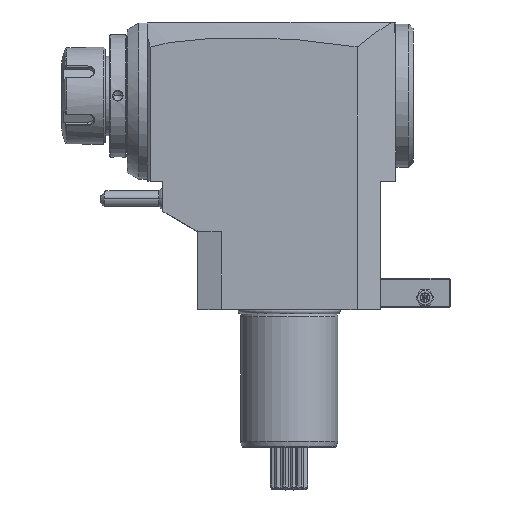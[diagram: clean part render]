
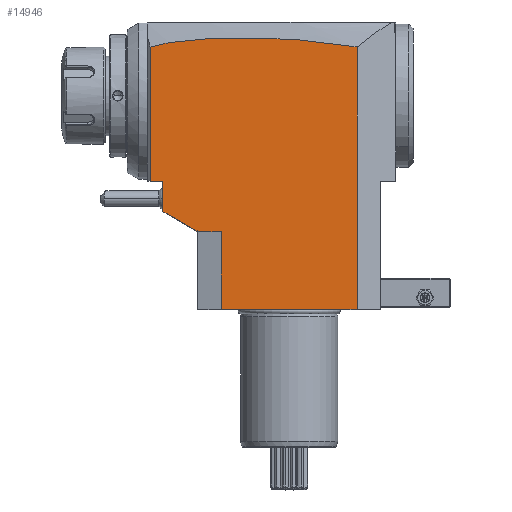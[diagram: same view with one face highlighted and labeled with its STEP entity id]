
A CAD part, top view. The second image highlights one B-rep face of the part: STEP entity #14946.
In plain terms, the highlighted planar face has unit normal (0, 0, 1).
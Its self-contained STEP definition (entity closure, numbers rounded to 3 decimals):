
#3303=DIRECTION('',(-1.,0.,0.));
#3304=VECTOR('',#3303,70.);
#3305=CARTESIAN_POINT('',(35.,0.,44.));
#3306=LINE('',#3305,#3304);
#3385=DIRECTION('',(1.,0.,0.));
#3386=VECTOR('',#3385,6.5);
#3387=CARTESIAN_POINT('',(-71.5,66.,44.));
#3388=LINE('',#3387,#3386);
#3393=DIRECTION('',(0.866,-0.5,0.));
#3394=VECTOR('',#3393,1.155);
#3395=CARTESIAN_POINT('',(-47.,40.577,44.));
#3396=LINE('',#3395,#3394);
#3397=DIRECTION('',(0.,1.,0.));
#3398=VECTOR('',#3397,0.577);
#3399=CARTESIAN_POINT('',(-47.,40.,44.));
#3400=LINE('',#3399,#3398);
#3401=DIRECTION('',(0.866,-0.5,0.));
#3402=VECTOR('',#3401,20.785);
#3403=CARTESIAN_POINT('',(-65.,50.392,44.));
#3404=LINE('',#3403,#3402);
#3405=DIRECTION('',(0.,-1.,0.));
#3406=VECTOR('',#3405,15.608);
#3407=CARTESIAN_POINT('',(-65.,66.,44.));
#3408=LINE('',#3407,#3406);
#3409=DIRECTION('',(0.,-1.,0.));
#3410=VECTOR('',#3409,69.054);
#3411=CARTESIAN_POINT('',(-71.5,135.054,44.));
#3412=LINE('',#3411,#3410);
#3413=CARTESIAN_POINT('',(35.,135.17,44.));
#3414=CARTESIAN_POINT('',(33.865,135.39,44.));
#3415=CARTESIAN_POINT('',(31.556,135.811,44.));
#3416=CARTESIAN_POINT('',(27.972,136.396,44.));
#3417=CARTESIAN_POINT('',(24.274,136.936,44.));
#3418=CARTESIAN_POINT('',(20.465,137.432,44.));
#3419=CARTESIAN_POINT('',(16.55,137.887,44.));
#3420=CARTESIAN_POINT('',(12.428,138.31,44.));
#3421=CARTESIAN_POINT('',(8.003,138.706,44.));
#3422=CARTESIAN_POINT('',(3.149,139.076,44.));
#3423=CARTESIAN_POINT('',(-1.998,139.397,44.));
#3424=CARTESIAN_POINT('',(-7.215,139.65,44.));
#3425=CARTESIAN_POINT('',(-12.392,139.833,44.));
#3426=CARTESIAN_POINT('',(-17.554,139.947,44.));
#3427=CARTESIAN_POINT('',(-22.675,139.991,44.));
#3428=CARTESIAN_POINT('',(-27.683,139.966,44.));
#3429=CARTESIAN_POINT('',(-32.533,139.875,44.));
#3430=CARTESIAN_POINT('',(-37.223,139.719,44.));
#3431=CARTESIAN_POINT('',(-41.638,139.504,44.));
#3432=CARTESIAN_POINT('',(-45.603,139.25,44.));
#3433=CARTESIAN_POINT('',(-49.116,138.97,44.));
#3434=CARTESIAN_POINT('',(-52.182,138.679,44.));
#3435=CARTESIAN_POINT('',(-54.873,138.382,44.));
#3436=CARTESIAN_POINT('',(-57.27,138.08,44.));
#3437=CARTESIAN_POINT('',(-59.404,137.778,44.));
#3438=CARTESIAN_POINT('',(-61.287,137.48,44.));
#3439=CARTESIAN_POINT('',(-62.932,137.193,44.));
#3440=CARTESIAN_POINT('',(-64.39,136.914,44.));
#3441=CARTESIAN_POINT('',(-65.72,136.637,44.));
#3442=CARTESIAN_POINT('',(-66.979,136.352,44.));
#3443=CARTESIAN_POINT('',(-68.215,136.046,44.));
#3444=CARTESIAN_POINT('',(-69.398,135.724,44.));
#3445=CARTESIAN_POINT('',(-70.509,135.39,44.));
#3446=CARTESIAN_POINT('',(-71.18,135.166,44.));
#3447=CARTESIAN_POINT('',(-71.5,135.054,44.));
#3449=DIRECTION('',(0.,-1.,0.));
#3450=VECTOR('',#3449,135.17);
#3451=CARTESIAN_POINT('',(35.,135.17,44.));
#3452=LINE('',#3451,#3450);
#3493=DIRECTION('',(0.,-1.,0.));
#3494=VECTOR('',#3493,40.);
#3495=CARTESIAN_POINT('',(-35.,40.,44.));
#3496=LINE('',#3495,#3494);
#3509=DIRECTION('',(1.,0.,0.));
#3510=VECTOR('',#3509,11.);
#3511=CARTESIAN_POINT('',(-46.,40.,44.));
#3512=LINE('',#3511,#3510);
#11292=CARTESIAN_POINT('',(-71.5,66.,44.));
#11293=VERTEX_POINT('',#11292);
#11294=VERTEX_POINT('',#3413);
#11295=VERTEX_POINT('',#3447);
#11314=CARTESIAN_POINT('',(-46.,40.,44.));
#11315=CARTESIAN_POINT('',(-35.,40.,44.));
#11316=VERTEX_POINT('',#11314);
#11317=VERTEX_POINT('',#11315);
#11637=CARTESIAN_POINT('',(35.,0.,44.));
#11638=CARTESIAN_POINT('',(-35.,0.,44.));
#11639=VERTEX_POINT('',#11637);
#11640=VERTEX_POINT('',#11638);
#11665=CARTESIAN_POINT('',(-65.,50.392,44.));
#11666=CARTESIAN_POINT('',(-47.,40.,44.));
#11667=VERTEX_POINT('',#11665);
#11668=VERTEX_POINT('',#11666);
#11817=CARTESIAN_POINT('',(-47.,40.577,44.));
#11819=VERTEX_POINT('',#11817);
#11881=CARTESIAN_POINT('',(-65.,66.,44.));
#11882=VERTEX_POINT('',#11881);
#14920=CARTESIAN_POINT('',(-53.475,40.,44.));
#14921=DIRECTION('',(0.,0.,1.));
#14922=DIRECTION('',(1.,0.,0.));
#14923=AXIS2_PLACEMENT_3D('',#14920,#14921,#14922);
#14924=PLANE('',#14923);
#14926=ORIENTED_EDGE('',*,*,#14925,.F.);
#14928=ORIENTED_EDGE('',*,*,#14927,.F.);
#14930=ORIENTED_EDGE('',*,*,#14929,.F.);
#14931=ORIENTED_EDGE('',*,*,#14900,.F.);
#14932=ORIENTED_EDGE('',*,*,#14889,.F.);
#14934=ORIENTED_EDGE('',*,*,#14933,.F.);
#14936=ORIENTED_EDGE('',*,*,#14935,.F.);
#14938=ORIENTED_EDGE('',*,*,#14937,.T.);
#14939=ORIENTED_EDGE('',*,*,#14828,.T.);
#14941=ORIENTED_EDGE('',*,*,#14940,.F.);
#14943=ORIENTED_EDGE('',*,*,#14942,.F.);
#14944=EDGE_LOOP('',(#14926,#14928,#14930,#14931,#14932,#14934,#14936,#14938,
#14939,#14941,#14943));
#14945=FACE_OUTER_BOUND('',#14944,.F.);
#3448=B_SPLINE_CURVE_WITH_KNOTS('',3,(#3413,#3414,#3415,#3416,#3417,#3418,#3419,
#3420,#3421,#3422,#3423,#3424,#3425,#3426,#3427,#3428,#3429,#3430,#3431,#3432,
#3433,#3434,#3435,#3436,#3437,#3438,#3439,#3440,#3441,#3442,#3443,#3444,#3445,
#3446,#3447),.UNSPECIFIED.,.F.,.F.,(4,1,1,1,1,1,1,1,1,1,1,1,1,1,1,1,1,1,1,1,1,1,
1,1,1,1,1,1,1,1,1,1,4),(0.,0.031,0.063,0.094,0.125,0.156,
0.188,0.219,0.25,0.281,0.313,0.344,0.375,0.406,
0.438,0.469,0.5,0.531,0.563,0.594,0.625,0.656,
0.688,0.719,0.75,0.781,0.813,0.844,0.875,0.906,
0.938,0.969,1.),.UNSPECIFIED.);
#14828=EDGE_CURVE('',#11639,#11640,#3306,.T.);
#14889=EDGE_CURVE('',#11293,#11882,#3388,.T.);
#14900=EDGE_CURVE('',#11882,#11667,#3408,.T.);
#14925=EDGE_CURVE('',#11819,#11316,#3396,.T.);
#14927=EDGE_CURVE('',#11668,#11819,#3400,.T.);
#14929=EDGE_CURVE('',#11667,#11668,#3404,.T.);
#14933=EDGE_CURVE('',#11295,#11293,#3412,.T.);
#14935=EDGE_CURVE('',#11294,#11295,#3448,.T.);
#14937=EDGE_CURVE('',#11294,#11639,#3452,.T.);
#14940=EDGE_CURVE('',#11317,#11640,#3496,.T.);
#14942=EDGE_CURVE('',#11316,#11317,#3512,.T.);
#14946=ADVANCED_FACE('',(#14945),#14924,.T.);
